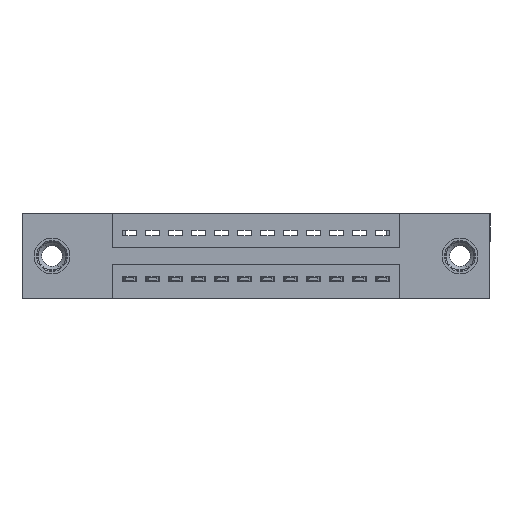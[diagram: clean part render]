
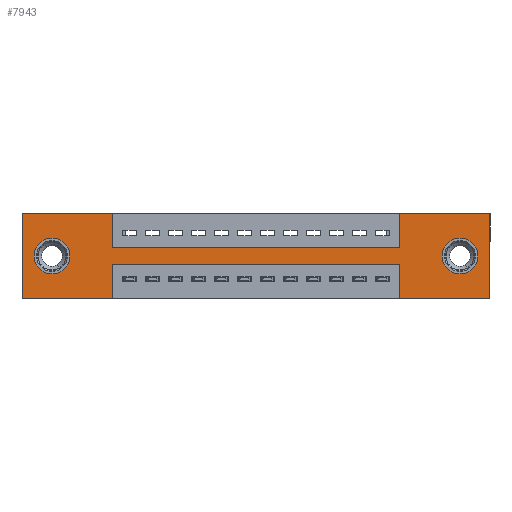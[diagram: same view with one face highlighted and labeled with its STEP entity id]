
A CAD part, front view. The second image highlights one B-rep face of the part: STEP entity #7943.
In plain terms, the highlighted planar face has unit normal (0, -1, 0).
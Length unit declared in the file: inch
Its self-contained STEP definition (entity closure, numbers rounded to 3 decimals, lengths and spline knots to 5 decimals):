
#38 = VERTEX_POINT ( 'NONE', #15379 ) ;
#400 = ORIENTED_EDGE ( 'NONE', *, *, #3636, .F. ) ;
#409 = CARTESIAN_POINT ( 'NONE',  ( 1.905, 0., -0.185 ) ) ;
#582 = DIRECTION ( 'NONE',  ( 0., 0., -1. ) ) ;
#698 = CARTESIAN_POINT ( 'NONE',  ( 0.13, 0., -0.185 ) ) ;
#772 = CARTESIAN_POINT ( 'NONE',  ( 1.6425, 0., -0.22 ) ) ;
#865 = EDGE_LOOP ( 'NONE', ( #13943, #11533 ) ) ;
#1025 = VERTEX_POINT ( 'NONE', #6189 ) ;
#1080 = CARTESIAN_POINT ( 'NONE',  ( 0., 0., -0.37 ) ) ;
#1236 = CARTESIAN_POINT ( 'NONE',  ( 0.3925, 0., -0.22 ) ) ;
#1307 = DIRECTION ( 'NONE',  ( 0., 1., 0. ) ) ;
#1351 = CARTESIAN_POINT ( 'NONE',  ( 0.3925, 0., -0.37 ) ) ;
#1492 = AXIS2_PLACEMENT_3D ( 'NONE', #409, #10073, #582 ) ;
#1586 = CIRCLE ( 'NONE', #5751, 0.078 ) ;
#1637 = DIRECTION ( 'NONE',  ( 0., 0., 1. ) ) ;
#1700 = LINE ( 'NONE', #3614, #7248 ) ;
#1712 = VERTEX_POINT ( 'NONE', #7206 ) ;
#1738 = EDGE_LOOP ( 'NONE', ( #5035, #14928, #11567, #13400, #3225, #2175, #8193, #13075, #15464, #400, #3985, #5704 ) ) ;
#1842 = LINE ( 'NONE', #17289, #9084 ) ;
#1899 = EDGE_CURVE ( 'NONE', #10642, #17244, #16138, .T. ) ;
#2175 = ORIENTED_EDGE ( 'NONE', *, *, #1899, .F. ) ;
#2176 = EDGE_CURVE ( 'NONE', #1025, #12368, #15719, .T. ) ;
#2342 = DIRECTION ( 'NONE',  ( 0., 0., -1. ) ) ;
#3031 = CARTESIAN_POINT ( 'NONE',  ( 0., 0., 0. ) ) ;
#3111 = CARTESIAN_POINT ( 'NONE',  ( 2.035, 0., -0.37 ) ) ;
#3125 = LINE ( 'NONE', #15892, #14203 ) ;
#3225 = ORIENTED_EDGE ( 'NONE', *, *, #7252, .F. ) ;
#3378 = VERTEX_POINT ( 'NONE', #12729 ) ;
#3592 = VECTOR ( 'NONE', #10943, 39.37008 ) ;
#3614 = CARTESIAN_POINT ( 'NONE',  ( 2.035, 0., 0. ) ) ;
#3636 = EDGE_CURVE ( 'NONE', #17252, #1025, #5259, .T. ) ;
#3761 = DIRECTION ( 'NONE',  ( 0., 0., 1. ) ) ;
#3846 = DIRECTION ( 'NONE',  ( -1., 0., 0. ) ) ;
#3930 = VERTEX_POINT ( 'NONE', #3111 ) ;
#3985 = ORIENTED_EDGE ( 'NONE', *, *, #9339, .F. ) ;
#4074 = CARTESIAN_POINT ( 'NONE',  ( 1.905, 0., -0.185 ) ) ;
#4087 = VECTOR ( 'NONE', #5808, 39.37008 ) ;
#4744 = DIRECTION ( 'NONE',  ( 0., 1., 0. ) ) ;
#4882 = EDGE_CURVE ( 'NONE', #15451, #8801, #9901, .T. ) ;
#5016 = CARTESIAN_POINT ( 'NONE',  ( 0., 0., -0.37 ) ) ;
#5035 = ORIENTED_EDGE ( 'NONE', *, *, #17177, .F. ) ;
#5051 = LINE ( 'NONE', #1080, #12531 ) ;
#5259 = LINE ( 'NONE', #6645, #8019 ) ;
#5580 = EDGE_CURVE ( 'NONE', #8801, #15451, #15809, .T. ) ;
#5704 = ORIENTED_EDGE ( 'NONE', *, *, #14583, .F. ) ;
#5751 = AXIS2_PLACEMENT_3D ( 'NONE', #4074, #1307, #10872 ) ;
#5808 = DIRECTION ( 'NONE',  ( -1., 0., 0. ) ) ;
#5929 = VERTEX_POINT ( 'NONE', #9719 ) ;
#6175 = AXIS2_PLACEMENT_3D ( 'NONE', #12887, #4744, #14255 ) ;
#6189 = CARTESIAN_POINT ( 'NONE',  ( 0.3925, 0., 0. ) ) ;
#6337 = AXIS2_PLACEMENT_3D ( 'NONE', #12127, #6739, #16256 ) ;
#6517 = EDGE_CURVE ( 'NONE', #3930, #1712, #11366, .T. ) ;
#6645 = CARTESIAN_POINT ( 'NONE',  ( 0., 0., 0. ) ) ;
#6732 = DIRECTION ( 'NONE',  ( -1., 0., 0. ) ) ;
#6739 = DIRECTION ( 'NONE',  ( 0., -1., 0. ) ) ;
#6820 = CARTESIAN_POINT ( 'NONE',  ( 0.3925, 0., -0.22 ) ) ;
#6916 = EDGE_CURVE ( 'NONE', #13683, #16507, #14286, .T. ) ;
#7011 = LINE ( 'NONE', #9499, #3592 ) ;
#7206 = CARTESIAN_POINT ( 'NONE',  ( 1.6425, 0., -0.37 ) ) ;
#7248 = VECTOR ( 'NONE', #2342, 39.37008 ) ;
#7252 = EDGE_CURVE ( 'NONE', #17244, #3930, #1700, .T. ) ;
#7317 = CARTESIAN_POINT ( 'NONE',  ( 0., 0., 0. ) ) ;
#7943 = ADVANCED_FACE ( 'NONE', ( #14475, #11944, #11519 ), #8040, .T. ) ;
#8019 = VECTOR ( 'NONE', #16141, 39.37008 ) ;
#8040 = PLANE ( 'NONE',  #6337 ) ;
#8193 = ORIENTED_EDGE ( 'NONE', *, *, #12534, .F. ) ;
#8297 = EDGE_CURVE ( 'NONE', #1712, #13683, #7011, .T. ) ;
#8801 = VERTEX_POINT ( 'NONE', #17320 ) ;
#8884 = VERTEX_POINT ( 'NONE', #16849 ) ;
#8953 = VECTOR ( 'NONE', #1637, 39.37008 ) ;
#9084 = VECTOR ( 'NONE', #3761, 39.37008 ) ;
#9339 = EDGE_CURVE ( 'NONE', #16992, #17252, #1842, .T. ) ;
#9499 = CARTESIAN_POINT ( 'NONE',  ( 1.6425, 0., -0.37 ) ) ;
#9606 = CARTESIAN_POINT ( 'NONE',  ( 0., 0., -0.37 ) ) ;
#9685 = LINE ( 'NONE', #1351, #16273 ) ;
#9719 = CARTESIAN_POINT ( 'NONE',  ( 0.3925, 0., -0.37 ) ) ;
#9901 = CIRCLE ( 'NONE', #6175, 0.078 ) ;
#10063 = DIRECTION ( 'NONE',  ( 1., 0., 0. ) ) ;
#10073 = DIRECTION ( 'NONE',  ( 0., 1., 0. ) ) ;
#10131 = CIRCLE ( 'NONE', #1492, 0.078 ) ;
#10197 = DIRECTION ( 'NONE',  ( 0., 1., 0. ) ) ;
#10324 = DIRECTION ( 'NONE',  ( 1., 0., 0. ) ) ;
#10642 = VERTEX_POINT ( 'NONE', #16393 ) ;
#10872 = DIRECTION ( 'NONE',  ( 0., 0., -1. ) ) ;
#10943 = DIRECTION ( 'NONE',  ( 0., 0., 1. ) ) ;
#11366 = LINE ( 'NONE', #9606, #4087 ) ;
#11519 = FACE_OUTER_BOUND ( 'NONE', #1738, .T. ) ;
#11533 = ORIENTED_EDGE ( 'NONE', *, *, #5580, .T. ) ;
#11567 = ORIENTED_EDGE ( 'NONE', *, *, #8297, .F. ) ;
#11581 = DIRECTION ( 'NONE',  ( 0., 0., 1. ) ) ;
#11609 = CARTESIAN_POINT ( 'NONE',  ( 0.3925, 0., -0.15 ) ) ;
#11764 = VECTOR ( 'NONE', #6732, 39.37008 ) ;
#11876 = CARTESIAN_POINT ( 'NONE',  ( 1.6425, 0., 0. ) ) ;
#11944 = FACE_BOUND ( 'NONE', #865, .T. ) ;
#12127 = CARTESIAN_POINT ( 'NONE',  ( 0., 0., -0.37 ) ) ;
#12368 = VERTEX_POINT ( 'NONE', #11609 ) ;
#12531 = VECTOR ( 'NONE', #3846, 39.37008 ) ;
#12534 = EDGE_CURVE ( 'NONE', #3378, #10642, #14296, .T. ) ;
#12729 = CARTESIAN_POINT ( 'NONE',  ( 1.6425, 0., -0.15 ) ) ;
#12887 = CARTESIAN_POINT ( 'NONE',  ( 0.13, 0., -0.185 ) ) ;
#13075 = ORIENTED_EDGE ( 'NONE', *, *, #15111, .F. ) ;
#13257 = AXIS2_PLACEMENT_3D ( 'NONE', #698, #10197, #11581 ) ;
#13362 = EDGE_LOOP ( 'NONE', ( #14244, #15966 ) ) ;
#13400 = ORIENTED_EDGE ( 'NONE', *, *, #6517, .F. ) ;
#13683 = VERTEX_POINT ( 'NONE', #772 ) ;
#13943 = ORIENTED_EDGE ( 'NONE', *, *, #4882, .T. ) ;
#14203 = VECTOR ( 'NONE', #10324, 39.37008 ) ;
#14244 = ORIENTED_EDGE ( 'NONE', *, *, #16299, .T. ) ;
#14255 = DIRECTION ( 'NONE',  ( 0., 0., 1. ) ) ;
#14286 = LINE ( 'NONE', #1236, #11764 ) ;
#14296 = LINE ( 'NONE', #11876, #8953 ) ;
#14379 = CARTESIAN_POINT ( 'NONE',  ( 0.3925, 0., 0. ) ) ;
#14475 = FACE_BOUND ( 'NONE', #13362, .T. ) ;
#14583 = EDGE_CURVE ( 'NONE', #5929, #16992, #5051, .T. ) ;
#14649 = VECTOR ( 'NONE', #15741, 39.37008 ) ;
#14928 = ORIENTED_EDGE ( 'NONE', *, *, #6916, .F. ) ;
#15014 = DIRECTION ( 'NONE',  ( 0., 0., -1. ) ) ;
#15111 = EDGE_CURVE ( 'NONE', #12368, #3378, #3125, .T. ) ;
#15379 = CARTESIAN_POINT ( 'NONE',  ( 1.905, 0., -0.263 ) ) ;
#15382 = CARTESIAN_POINT ( 'NONE',  ( 2.035, 0., 0. ) ) ;
#15451 = VERTEX_POINT ( 'NONE', #15539 ) ;
#15464 = ORIENTED_EDGE ( 'NONE', *, *, #2176, .F. ) ;
#15539 = CARTESIAN_POINT ( 'NONE',  ( 0.13, 0., -0.107 ) ) ;
#15719 = LINE ( 'NONE', #14379, #14649 ) ;
#15741 = DIRECTION ( 'NONE',  ( 0., 0., -1. ) ) ;
#15809 = CIRCLE ( 'NONE', #13257, 0.078 ) ;
#15892 = CARTESIAN_POINT ( 'NONE',  ( 0.3925, 0., -0.15 ) ) ;
#15966 = ORIENTED_EDGE ( 'NONE', *, *, #16407, .T. ) ;
#16138 = LINE ( 'NONE', #3031, #16985 ) ;
#16141 = DIRECTION ( 'NONE',  ( 1., 0., 0. ) ) ;
#16256 = DIRECTION ( 'NONE',  ( 0., 0., -1. ) ) ;
#16273 = VECTOR ( 'NONE', #15014, 39.37008 ) ;
#16299 = EDGE_CURVE ( 'NONE', #8884, #38, #1586, .T. ) ;
#16393 = CARTESIAN_POINT ( 'NONE',  ( 1.6425, 0., 0. ) ) ;
#16407 = EDGE_CURVE ( 'NONE', #38, #8884, #10131, .T. ) ;
#16507 = VERTEX_POINT ( 'NONE', #6820 ) ;
#16849 = CARTESIAN_POINT ( 'NONE',  ( 1.905, 0., -0.107 ) ) ;
#16985 = VECTOR ( 'NONE', #10063, 39.37008 ) ;
#16992 = VERTEX_POINT ( 'NONE', #5016 ) ;
#17177 = EDGE_CURVE ( 'NONE', #16507, #5929, #9685, .T. ) ;
#17244 = VERTEX_POINT ( 'NONE', #15382 ) ;
#17252 = VERTEX_POINT ( 'NONE', #7317 ) ;
#17289 = CARTESIAN_POINT ( 'NONE',  ( 0., 0., 0. ) ) ;
#17320 = CARTESIAN_POINT ( 'NONE',  ( 0.13, 0., -0.263 ) ) ;
